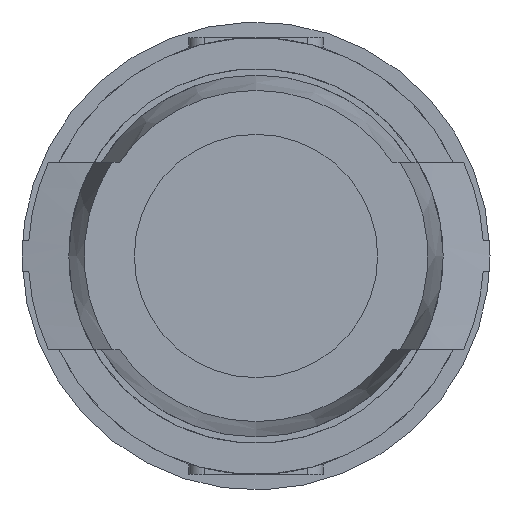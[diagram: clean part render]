
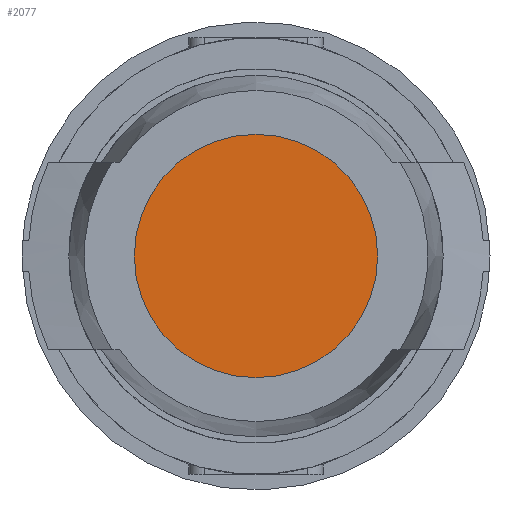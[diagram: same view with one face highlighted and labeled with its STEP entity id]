
A CAD part, left-side view. The second image highlights one B-rep face of the part: STEP entity #2077.
In plain terms, the highlighted planar face has unit normal (-1, 0, 0).
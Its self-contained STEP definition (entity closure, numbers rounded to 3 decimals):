
#203=CARTESIAN_POINT('',(90.,0.,0.));
#204=DIRECTION('',(1.,0.,0.));
#205=DIRECTION('',(0.,0.,1.));
#206=AXIS2_PLACEMENT_3D('',#203,#204,#205);
#212=CARTESIAN_POINT('',(90.,0.,0.));
#213=DIRECTION('',(1.,0.,0.));
#214=DIRECTION('',(0.,0.,-1.));
#215=AXIS2_PLACEMENT_3D('',#212,#213,#214);
#1765=CARTESIAN_POINT('',(90.,0.,3.9));
#1766=CARTESIAN_POINT('',(90.,0.,-3.9));
#1767=VERTEX_POINT('',#1765);
#1768=VERTEX_POINT('',#1766);
#2067=CARTESIAN_POINT('',(90.,0.,0.));
#2068=DIRECTION('',(-1.,0.,0.));
#2069=DIRECTION('',(0.,-1.,0.));
#2070=AXIS2_PLACEMENT_3D('',#2067,#2068,#2069);
#2071=PLANE('',#2070);
#2072=ORIENTED_EDGE('',*,*,#2050,.T.);
#2074=ORIENTED_EDGE('',*,*,#2073,.T.);
#2075=EDGE_LOOP('',(#2072,#2074));
#2076=FACE_OUTER_BOUND('',#2075,.F.);
#2077=ADVANCED_FACE('',(#2076),#2071,.T.);
#207=CIRCLE('',#206,3.9);
#216=CIRCLE('',#215,3.9);
#2050=EDGE_CURVE('',#1767,#1768,#207,.T.);
#2073=EDGE_CURVE('',#1768,#1767,#216,.T.);
